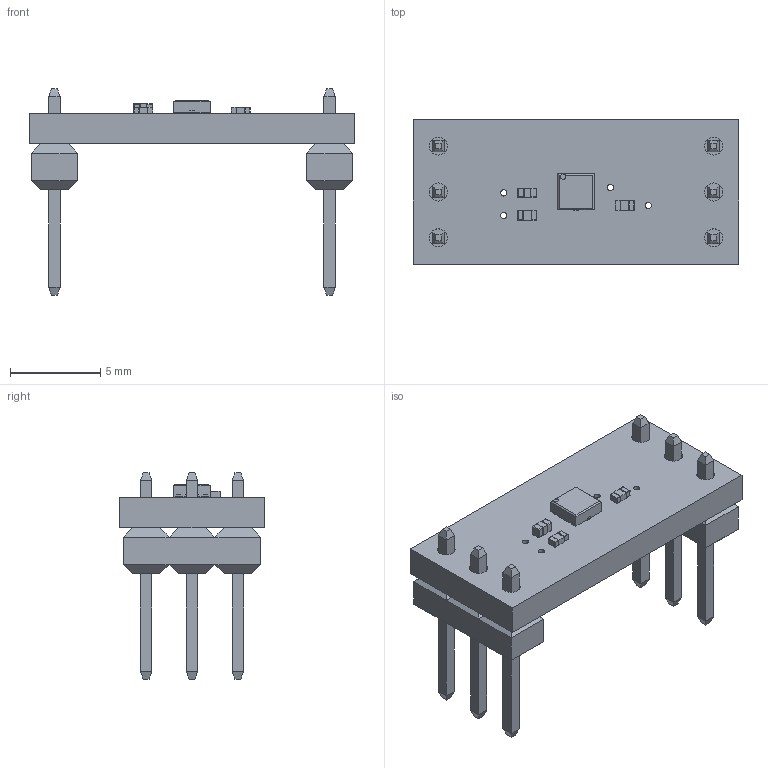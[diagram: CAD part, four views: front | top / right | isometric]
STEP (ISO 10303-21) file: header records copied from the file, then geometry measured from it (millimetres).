
FILE_DESCRIPTION(/* description */ (''),/* implementation_level */ '2;1');
FILE_NAME(/* name */ '06852c05-f0c5-4dc6-8c62-89ca823f14a9.stp',/* time_stamp */ '2021-01-12T03:21:51+00:00',/* author */ (''),/* organization */ (''),/* preprocessor_version */ 'ST-DEVELOPER v18.1',/* originating_system */ 'Autodesk Translation Framework v9.7.1.1290',/* authorisation */ '');
FILE_SCHEMA (('AUTOMOTIVE_DESIGN { 1 0 10303 214 3 1 1 }'));
Length unit declared in the file: millimetre
Products named in the file (7): 06852c05-f0c5-4dc6-8c62-89ca823f14a9; PCB Component; Board; SI1133-AA00-GMR; 10K; 0.1uF/50V; PTH VERT MALE
Assembly tree (8 placements, depth 3):
  06852c05-f0c5-4dc6-8c62-89ca823f14a9
    PCB Component
      Board
      SI1133-AA00-GMR
      10K  x2
      0.1uF/50V
      PTH VERT MALE  x2
Bounding box: 18 x 8 x 11.43 mm (x, y, z)
Volume: 341.3 mm3; surface area: 717.5 mm2
Topology: 12 solids, 12 shells, 472 faces, 1036 edges, 606 vertices
Faces by surface type: plane 331, cylinder 93, sphere 48
Full cylindrical faces by diameter (mm): 0.35 x4, 1 x6
Entity records: 9443 total; most frequent: DIRECTION 1562, CARTESIAN_POINT 1517, ORIENTED_EDGE 1472, EDGE_CURVE 736, LINE 596, VECTOR 596, AXIS2_PLACEMENT_3D 483, VERTEX_POINT 438
